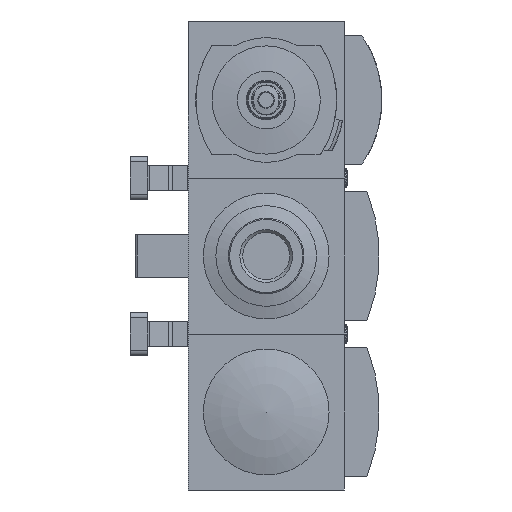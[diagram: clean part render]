
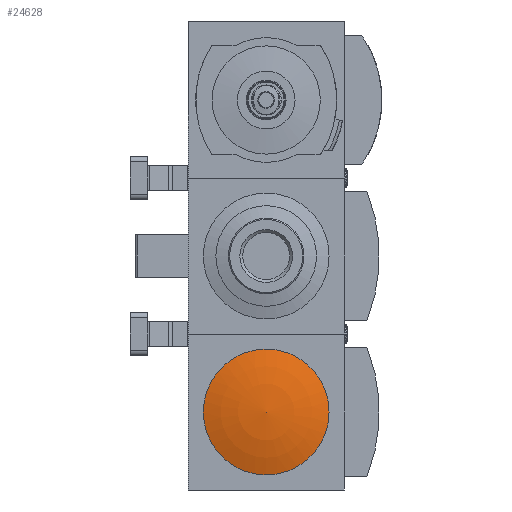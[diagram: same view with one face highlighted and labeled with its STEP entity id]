
A CAD part, front view. The second image highlights one B-rep face of the part: STEP entity #24628.
In plain terms, the highlighted toroidal (fillet/blend) face has major radius 1.578 mm and minor radius 90 mm.
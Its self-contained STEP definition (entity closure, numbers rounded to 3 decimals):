
#21=VERTEX_LOOP('',#14438);
#222=DEGENERATE_TOROIDAL_SURFACE('',#26251,1.578,90.,
 .F.);
#5121=CIRCLE('',#26223,25.);
#9831=ORIENTED_EDGE('',*,*,#12646,.T.);
#12646=EDGE_CURVE('',#14429,#14429,#5121,.T.);
#14429=VERTEX_POINT('',#36865);
#14438=VERTEX_POINT('',#36905);
#15731=EDGE_LOOP('',(#9831));
#16947=FACE_BOUND('',#15731,.T.);
#16948=FACE_BOUND('',#21,.T.);
#24628=ADVANCED_FACE('',(#16947,#16948),#222,.F.);
#26223=AXIS2_PLACEMENT_3D('',#36864,#31057,#31058);
#26251=AXIS2_PLACEMENT_3D('',#36904,#31116,#31117);
#31057=DIRECTION('',(0.,-1.,0.));
#31058=DIRECTION('',(0.,0.,-1.));
#31116=DIRECTION('',(0.,-1.,0.));
#31117=DIRECTION('',(0.,0.,-1.));
#36864=CARTESIAN_POINT('',(0.,-45.,0.));
#36865=CARTESIAN_POINT('',(0.,-45.,-25.));
#36904=CARTESIAN_POINT('',(0.,40.986,0.));
#36905=CARTESIAN_POINT('',(0.,-49.,0.));
